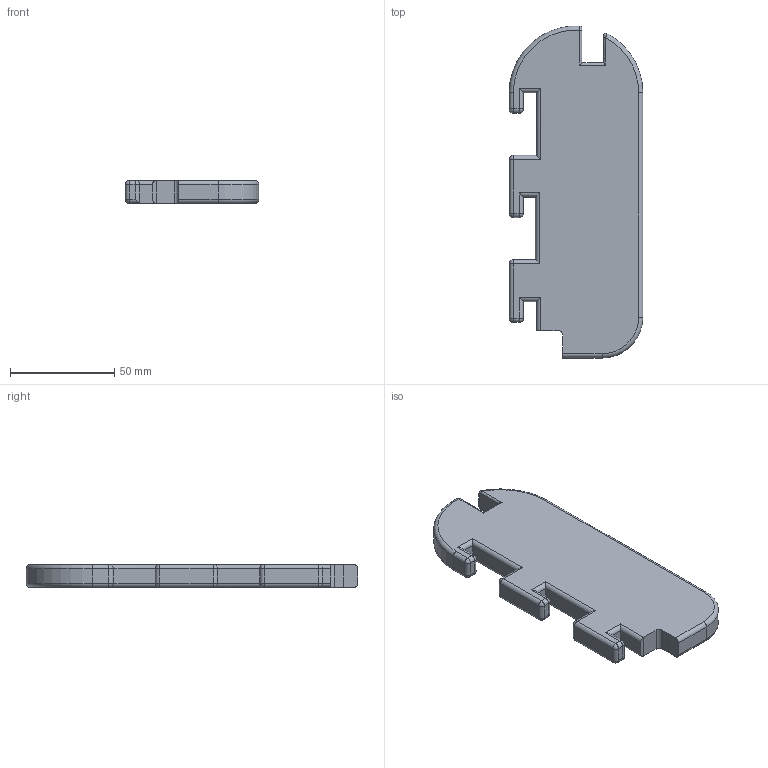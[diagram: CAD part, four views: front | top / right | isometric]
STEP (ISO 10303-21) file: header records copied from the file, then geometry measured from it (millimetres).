
FILE_DESCRIPTION(/* description */ (''),/* implementation_level */ '2;1');
FILE_NAME(/* name */ 'Spool_Holder_Front.step',/* time_stamp */ '2016-04-08T12:41:59-07:00',/* author */ (''),/* organization */ (''),/* preprocessor_version */ 'ST-DEVELOPER v16.2',/* originating_system */ 'Autodesk Translation Framework v4.3.0.3010',/* authorisation */ '');
FILE_SCHEMA (('AUTOMOTIVE_DESIGN { 1 0 10303 214 3 1 1 }'));
Length unit declared in the file: centimetre
Products named in the file (1): Max_Metal_Spool_Holder_Front v4
Bounding box: 64 x 158.95 x 11 mm (x, y, z)
Volume: 91451.4 mm3; surface area: 21911 mm2
Topology: 1 solids, 1 shells, 119 faces, 271 edges, 154 vertices
Faces by surface type: cylinder 54, plane 32, sphere 15, bspline 12, torus 6
Entity records: 4326 total; most frequent: CARTESIAN_POINT 1656, DIRECTION 564, ORIENTED_EDGE 542, EDGE_CURVE 271, AXIS2_PLACEMENT_3D 207, VERTEX_POINT 154, LINE 150, VECTOR 150
